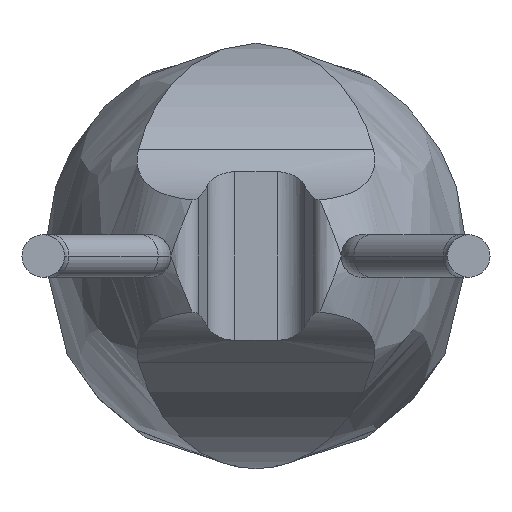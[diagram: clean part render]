
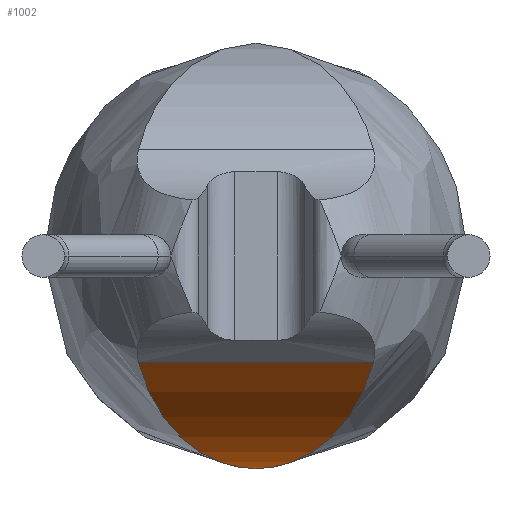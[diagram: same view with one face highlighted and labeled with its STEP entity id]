
A CAD part, front view. The second image highlights one B-rep face of the part: STEP entity #1002.
In plain terms, the highlighted cylindrical face has radius 3.836 mm (diameter 7.672 mm), a partial arc.
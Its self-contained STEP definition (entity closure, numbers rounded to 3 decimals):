
#2 = B_SPLINE_CURVE_WITH_KNOTS ( 'NONE', 3,
 ( #1022, #728, #1292, #682, #851, #1399, #52, #1269, #147, #426, #266, #402, #1408, #591 ),
 .UNSPECIFIED., .F., .F.,
 ( 4, 2, 2, 2, 2, 2, 4 ),
 ( 0., 0.001, 0.001, 0.002, 0.003, 0.003, 0.003 ),
 .UNSPECIFIED. ) ;
#7 = CARTESIAN_POINT ( 'NONE',  ( -1.382, 5.417, -1.25 ) ) ;
#52 = CARTESIAN_POINT ( 'NONE',  ( 0.873, 6.626, -2.142 ) ) ;
#62 = CARTESIAN_POINT ( 'NONE',  ( -1.327, 5.611, -1.463 ) ) ;
#78 = CARTESIAN_POINT ( 'NONE',  ( -1.098, 6.157, -1.882 ) ) ;
#88 = CARTESIAN_POINT ( 'NONE',  ( -0.141, 7.995, -2.494 ) ) ;
#97 = EDGE_CURVE ( 'NONE', #466, #944, #1083, .T. ) ;
#144 = CARTESIAN_POINT ( 'NONE',  ( 0., 8.25, -2.5 ) ) ;
#147 = CARTESIAN_POINT ( 'NONE',  ( 0.557, 7.234, -2.372 ) ) ;
#186 = CARTESIAN_POINT ( 'NONE',  ( -1.045, 6.273, -1.954 ) ) ;
#194 = CARTESIAN_POINT ( 'NONE',  ( 0., 8.25, -2.5 ) ) ;
#237 = VECTOR ( 'NONE', #834, 1000. ) ;
#249 = CARTESIAN_POINT ( 'NONE',  ( -2.75, 8.25, 1.336 ) ) ;
#266 = CARTESIAN_POINT ( 'NONE',  ( 0.281, 7.74, -2.468 ) ) ;
#272 = CARTESIAN_POINT ( 'NONE',  ( -0.688, 6.987, -2.296 ) ) ;
#402 = CARTESIAN_POINT ( 'NONE',  ( 0.141, 7.995, -2.494 ) ) ;
#426 = CARTESIAN_POINT ( 'NONE',  ( 0.351, 7.614, -2.449 ) ) ;
#464 = EDGE_LOOP ( 'NONE', ( #734, #1185, #889 ) ) ;
#466 = VERTEX_POINT ( 'NONE', #708 ) ;
#499 = CARTESIAN_POINT ( 'NONE',  ( 1.382, 5.417, -1.25 ) ) ;
#515 = CARTESIAN_POINT ( 'NONE',  ( -0.873, 6.626, -2.142 ) ) ;
#591 = CARTESIAN_POINT ( 'NONE',  ( 0., 8.25, -2.5 ) ) ;
#661 = FACE_OUTER_BOUND ( 'NONE', #464, .T. ) ;
#676 = EDGE_CURVE ( 'NONE', #919, #944, #2, .T. ) ;
#682 = CARTESIAN_POINT ( 'NONE',  ( 1.098, 6.157, -1.882 ) ) ;
#687 = CARTESIAN_POINT ( 'NONE',  ( -0.351, 7.614, -2.449 ) ) ;
#688 = CYLINDRICAL_SURFACE ( 'NONE', #723, 3.836 ) ;
#708 = CARTESIAN_POINT ( 'NONE',  ( -1.382, 5.417, -1.25 ) ) ;
#711 = CARTESIAN_POINT ( 'NONE',  ( -0.07, 8.123, -2.5 ) ) ;
#723 = AXIS2_PLACEMENT_3D ( 'NONE', #249, #1108, #1365 ) ;
#728 = CARTESIAN_POINT ( 'NONE',  ( 1.327, 5.611, -1.463 ) ) ;
#734 = ORIENTED_EDGE ( 'NONE', *, *, #97, .T. ) ;
#755 = CARTESIAN_POINT ( 'NONE',  ( -0.557, 7.234, -2.372 ) ) ;
#823 = CARTESIAN_POINT ( 'NONE',  ( -0.281, 7.74, -2.468 ) ) ;
#834 = DIRECTION ( 'NONE',  ( 1., 0., 0. ) ) ;
#851 = CARTESIAN_POINT ( 'NONE',  ( 1.045, 6.273, -1.954 ) ) ;
#889 = ORIENTED_EDGE ( 'NONE', *, *, #1134, .F. ) ;
#919 = VERTEX_POINT ( 'NONE', #499 ) ;
#944 = VERTEX_POINT ( 'NONE', #144 ) ;
#1002 = ADVANCED_FACE ( 'NONE', ( #661 ), #688, .T. ) ;
#1022 = CARTESIAN_POINT ( 'NONE',  ( 1.382, 5.417, -1.25 ) ) ;
#1083 = B_SPLINE_CURVE_WITH_KNOTS ( 'NONE', 3,
 ( #7, #62, #1135, #78, #186, #1326, #515, #272, #755, #687, #823, #88, #711, #194 ),
 .UNSPECIFIED., .F., .F.,
 ( 4, 2, 2, 2, 2, 2, 4 ),
 ( 0., 0.001, 0.001, 0.002, 0.003, 0.003, 0.003 ),
 .UNSPECIFIED. ) ;
#1108 = DIRECTION ( 'NONE',  ( 1., 0., 0. ) ) ;
#1134 = EDGE_CURVE ( 'NONE', #466, #919, #1190, .T. ) ;
#1135 = CARTESIAN_POINT ( 'NONE',  ( -1.246, 5.821, -1.646 ) ) ;
#1156 = CARTESIAN_POINT ( 'NONE',  ( -2.75, 5.417, -1.25 ) ) ;
#1185 = ORIENTED_EDGE ( 'NONE', *, *, #676, .F. ) ;
#1190 = LINE ( 'NONE', #1156, #237 ) ;
#1269 = CARTESIAN_POINT ( 'NONE',  ( 0.688, 6.987, -2.296 ) ) ;
#1292 = CARTESIAN_POINT ( 'NONE',  ( 1.246, 5.821, -1.646 ) ) ;
#1326 = CARTESIAN_POINT ( 'NONE',  ( -0.932, 6.508, -2.084 ) ) ;
#1365 = DIRECTION ( 'NONE',  ( 0., 0., -1. ) ) ;
#1399 = CARTESIAN_POINT ( 'NONE',  ( 0.932, 6.508, -2.084 ) ) ;
#1408 = CARTESIAN_POINT ( 'NONE',  ( 0.07, 8.123, -2.5 ) ) ;
